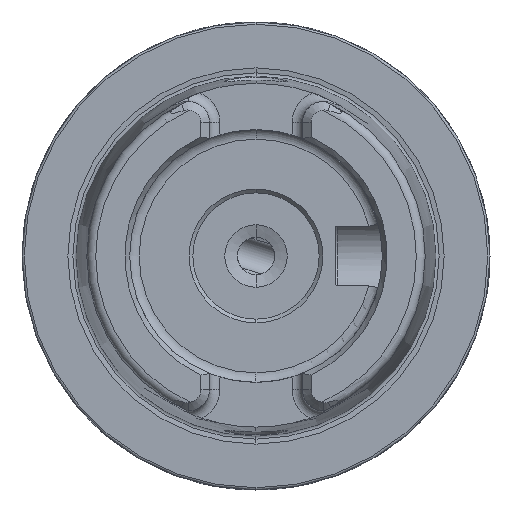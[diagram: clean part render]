
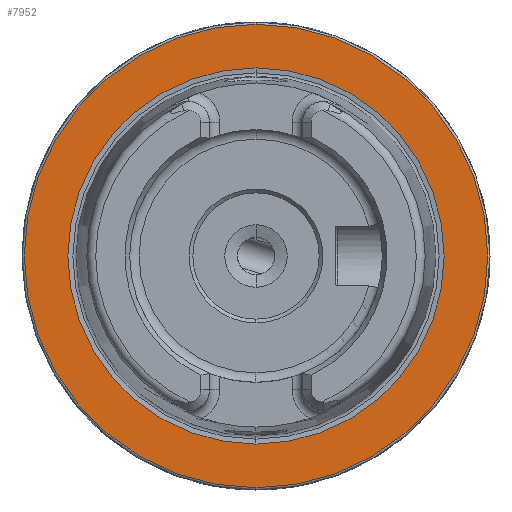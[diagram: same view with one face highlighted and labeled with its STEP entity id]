
A CAD part, left-side view. The second image highlights one B-rep face of the part: STEP entity #7952.
In plain terms, the highlighted planar face has unit normal (-1, 0, 0).
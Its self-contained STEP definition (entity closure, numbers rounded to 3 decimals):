
#394 = AXIS2_PLACEMENT_3D ( 'NONE', #806, #757, #636 ) ;
#419 = CARTESIAN_POINT ( 'NONE',  ( 0., 0., 31.2 ) ) ;
#558 = CARTESIAN_POINT ( 'NONE',  ( 0., 0., 0. ) ) ;
#636 = DIRECTION ( 'NONE',  ( 0., 0., 1. ) ) ;
#757 = DIRECTION ( 'NONE',  ( -1., 0., 0. ) ) ;
#806 = CARTESIAN_POINT ( 'NONE',  ( 0., 0., 0. ) ) ;
#1512 = DIRECTION ( 'NONE',  ( 0., 0., 1. ) ) ;
#1743 = ORIENTED_EDGE ( 'NONE', *, *, #8087, .T. ) ;
#1896 = AXIS2_PLACEMENT_3D ( 'NONE', #2871, #9404, #3817 ) ;
#2041 = VERTEX_POINT ( 'NONE', #2508 ) ;
#2146 = FACE_BOUND ( 'NONE', #7951, .T. ) ;
#2164 = EDGE_CURVE ( 'NONE', #2041, #2414, #3543, .T. ) ;
#2355 = CIRCLE ( 'NONE', #10882, 31.2 ) ;
#2414 = VERTEX_POINT ( 'NONE', #10307 ) ;
#2508 = CARTESIAN_POINT ( 'NONE',  ( 0., 0., -25.324 ) ) ;
#2859 = VERTEX_POINT ( 'NONE', #419 ) ;
#2871 = CARTESIAN_POINT ( 'NONE',  ( 0., 0., 0. ) ) ;
#3543 = CIRCLE ( 'NONE', #394, 25.324 ) ;
#3554 = CARTESIAN_POINT ( 'NONE',  ( 0., 31.2, 0. ) ) ;
#3817 = DIRECTION ( 'NONE',  ( 0., 0., 1. ) ) ;
#4069 = CARTESIAN_POINT ( 'NONE',  ( 0., 0., 0. ) ) ;
#4476 = DIRECTION ( 'NONE',  ( 0., 0., -1. ) ) ;
#4665 = VERTEX_POINT ( 'NONE', #6853 ) ;
#5009 = DIRECTION ( 'NONE',  ( 0., 0., 1. ) ) ;
#5394 = PLANE ( 'NONE',  #10286 ) ;
#6853 = CARTESIAN_POINT ( 'NONE',  ( 0., 0., -31.2 ) ) ;
#7157 = DIRECTION ( 'NONE',  ( -1., 0., 0. ) ) ;
#7166 = FACE_OUTER_BOUND ( 'NONE', #9525, .T. ) ;
#7682 = AXIS2_PLACEMENT_3D ( 'NONE', #558, #7157, #1512 ) ;
#7864 = CIRCLE ( 'NONE', #7682, 25.324 ) ;
#7951 = EDGE_LOOP ( 'NONE', ( #11359, #10811 ) ) ;
#7952 = ADVANCED_FACE ( 'NONE', ( #2146, #7166 ), #5394, .F. ) ;
#8087 = EDGE_CURVE ( 'NONE', #2859, #4665, #8475, .T. ) ;
#8475 = CIRCLE ( 'NONE', #1896, 31.2 ) ;
#9019 = EDGE_CURVE ( 'NONE', #2414, #2041, #7864, .T. ) ;
#9404 = DIRECTION ( 'NONE',  ( -1., 0., 0. ) ) ;
#9525 = EDGE_LOOP ( 'NONE', ( #1743, #9793 ) ) ;
#9793 = ORIENTED_EDGE ( 'NONE', *, *, #12086, .T. ) ;
#10061 = DIRECTION ( 'NONE',  ( 1., 0., 0. ) ) ;
#10286 = AXIS2_PLACEMENT_3D ( 'NONE', #3554, #10061, #4476 ) ;
#10307 = CARTESIAN_POINT ( 'NONE',  ( 0., 0., 25.324 ) ) ;
#10591 = DIRECTION ( 'NONE',  ( -1., 0., 0. ) ) ;
#10811 = ORIENTED_EDGE ( 'NONE', *, *, #2164, .F. ) ;
#10882 = AXIS2_PLACEMENT_3D ( 'NONE', #4069, #10591, #5009 ) ;
#11359 = ORIENTED_EDGE ( 'NONE', *, *, #9019, .F. ) ;
#12086 = EDGE_CURVE ( 'NONE', #4665, #2859, #2355, .T. ) ;
